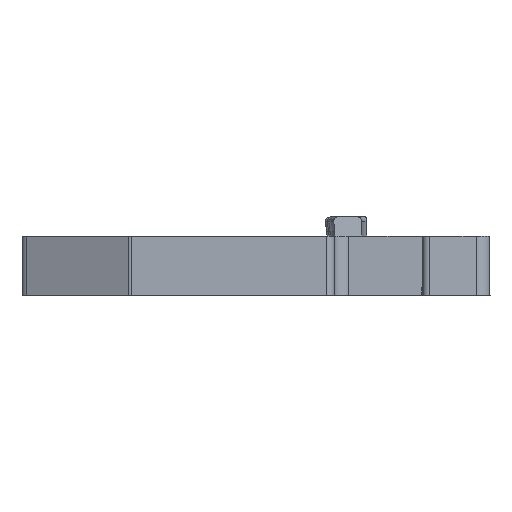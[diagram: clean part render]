
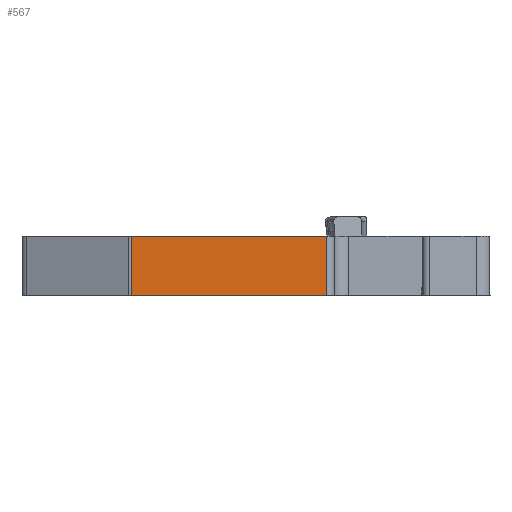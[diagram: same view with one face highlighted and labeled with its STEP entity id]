
A CAD part, left-side view. The second image highlights one B-rep face of the part: STEP entity #567.
In plain terms, the highlighted planar face has unit normal (-1, 0, 0).
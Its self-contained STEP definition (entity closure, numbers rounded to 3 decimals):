
#567=ADVANCED_FACE('',(#1067),#790,.T.);
#790=PLANE('',#6641);
#1067=FACE_OUTER_BOUND('',#1394,.T.);
#1394=EDGE_LOOP('',(#3685,#3686,#3687,#3688));
#1876=LINE('',#10207,#2485);
#1877=LINE('',#10211,#2486);
#1878=LINE('',#10213,#2487);
#1879=LINE('',#10215,#2488);
#2485=VECTOR('',#7880,1.);
#2486=VECTOR('',#7885,1.);
#2487=VECTOR('',#7886,1.);
#2488=VECTOR('',#7887,1.);
#3685=ORIENTED_EDGE('',*,*,#5719,.T.);
#3686=ORIENTED_EDGE('',*,*,#5721,.T.);
#3687=ORIENTED_EDGE('',*,*,#5722,.T.);
#3688=ORIENTED_EDGE('',*,*,#5723,.F.);
#4953=VERTEX_POINT('',#10206);
#4954=VERTEX_POINT('',#10208);
#4955=VERTEX_POINT('',#10212);
#4956=VERTEX_POINT('',#10214);
#5719=EDGE_CURVE('',#4954,#4953,#1876,.T.);
#5721=EDGE_CURVE('',#4953,#4955,#1877,.T.);
#5722=EDGE_CURVE('',#4955,#4956,#1878,.T.);
#5723=EDGE_CURVE('',#4954,#4956,#1879,.T.);
#6641=AXIS2_PLACEMENT_3D('',#10216,#7888,#7889);
#7880=DIRECTION('',(0.,0.,-1.));
#7885=DIRECTION('',(0.,-1.,0.));
#7886=DIRECTION('',(0.,0.,1.));
#7887=DIRECTION('',(0.,-1.,0.));
#7888=DIRECTION('',(-1.,0.,0.));
#7889=DIRECTION('',(0.,1.,0.));
#10206=CARTESIAN_POINT('',(-31.05,8.425,-4.));
#10207=CARTESIAN_POINT('',(-31.05,8.425,0.));
#10208=CARTESIAN_POINT('',(-31.05,8.425,0.));
#10211=CARTESIAN_POINT('',(-31.05,8.425,-4.));
#10212=CARTESIAN_POINT('',(-31.05,-4.775,-4.));
#10213=CARTESIAN_POINT('',(-31.05,-4.775,-4.));
#10214=CARTESIAN_POINT('',(-31.05,-4.775,0.));
#10215=CARTESIAN_POINT('',(-31.05,8.425,0.));
#10216=CARTESIAN_POINT('',(-31.05,-4.775,0.));
